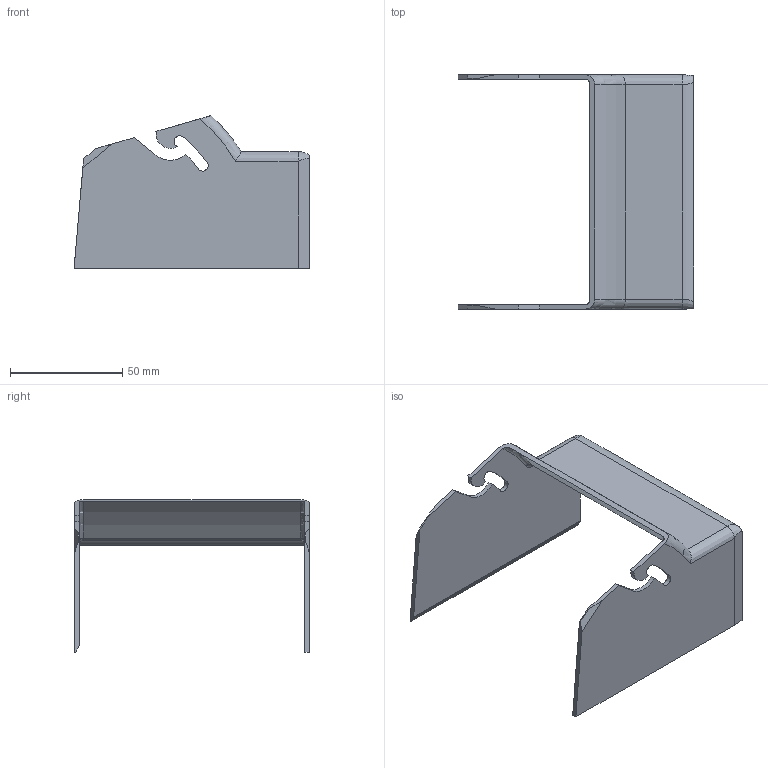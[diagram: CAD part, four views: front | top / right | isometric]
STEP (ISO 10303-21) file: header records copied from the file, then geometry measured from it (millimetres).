
FILE_DESCRIPTION(('CATIA V5 STEP Exchange','CAx-IF Rec.Pracs.--- Model Styling and Organization---1.4--- 2014-01-23'),'2;1');
FILE_NAME('638031_D000003_A-MOD-8.stp','2020-01-03T09:58:08+00:00',('none'),('none'),'CATIA Version 5-6 Release 2017 SP3','CATIA V5 STEP AP214','none');
FILE_SCHEMA(('AUTOMOTIVE_DESIGN { 1 0 10303 214 1 1 1 1 }'));
Length unit declared in the file: millimetre
Products named in the file (1): D000003_A-MOD-8
Bounding box: 105 x 104.4 x 67.96 mm (x, y, z)
Volume: 32719.1 mm3; surface area: 34827.1 mm2
Topology: 1 solids, 1 shells, 60 faces, 166 edges, 108 vertices
Faces by surface type: plane 27, cylinder 23, torus 6, bspline 4
Entity records: 2564 total; most frequent: CARTESIAN_POINT 1135, ORIENTED_EDGE 332, DIRECTION 219, EDGE_CURVE 166, VERTEX_POINT 108, AXIS2_PLACEMENT_3D 92, VECTOR 87, LINE 87
